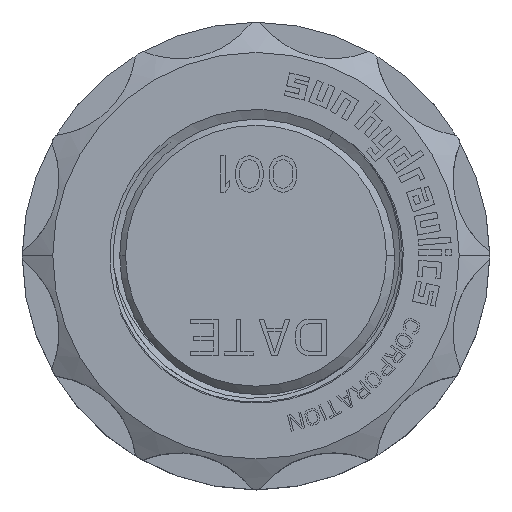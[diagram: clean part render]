
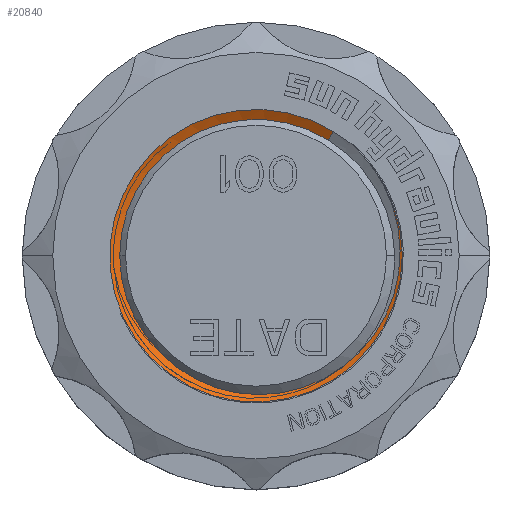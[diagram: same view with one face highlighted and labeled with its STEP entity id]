
A CAD part, top view. The second image highlights one B-rep face of the part: STEP entity #20840.
In plain terms, the highlighted conical face has half-angle 60 degrees and reference radius 8.83 mm.
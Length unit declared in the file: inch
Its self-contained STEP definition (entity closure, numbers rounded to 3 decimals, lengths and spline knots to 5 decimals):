
#20=CARTESIAN_POINT('',(0.27717,0.22974,8.417));
#22=CARTESIAN_POINT('',(0.19092,0.30521,8.417));
#2748=CARTESIAN_POINT('',(-0.2352,-0.23893,
8.40273));
#2750=CARTESIAN_POINT('',(0.,0.,8.40273));
#2751=DIRECTION('',(0.,0.,1.));
#2752=DIRECTION('',(-1.,0.,0.));
#2753=AXIS2_PLACEMENT_3D('',#2750,#2751,#2752);
#2799=CARTESIAN_POINT('',(-0.2352,-0.23893,
8.40273));
#2800=CARTESIAN_POINT('',(-0.22924,-0.24509,
8.40284));
#2801=CARTESIAN_POINT('',(-0.21684,-0.25696,
8.40308));
#2802=CARTESIAN_POINT('',(-0.19688,-0.27333,
8.40345));
#2803=CARTESIAN_POINT('',(-0.17573,-0.28811,
8.4038));
#2804=CARTESIAN_POINT('',(-0.15343,-0.30128,
8.40416));
#2805=CARTESIAN_POINT('',(-0.13021,-0.31269,
8.40452));
#2806=CARTESIAN_POINT('',(-0.1061,-0.32233,
8.40488));
#2807=CARTESIAN_POINT('',(-0.08133,-0.33009,
8.40524));
#2808=CARTESIAN_POINT('',(-0.05598,-0.33596,
8.4056));
#2809=CARTESIAN_POINT('',(-0.03024,-0.33987,
8.40596));
#2810=CARTESIAN_POINT('',(-0.00422,-0.3418,
8.40632));
#2811=CARTESIAN_POINT('',(0.02188,-0.34175,
8.40668));
#2812=CARTESIAN_POINT('',(0.04796,-0.3397,
8.40703));
#2813=CARTESIAN_POINT('',(0.07383,-0.33567,
8.40739));
#2814=CARTESIAN_POINT('',(0.09936,-0.32966,
8.40775));
#2815=CARTESIAN_POINT('',(0.12439,-0.32172,
8.40811));
#2816=CARTESIAN_POINT('',(0.14877,-0.31188,
8.40847));
#2817=CARTESIAN_POINT('',(0.17237,-0.3002,
8.40882));
#2818=CARTESIAN_POINT('',(0.19504,-0.28675,
8.40918));
#2819=CARTESIAN_POINT('',(0.21665,-0.27158,
8.40954));
#2820=CARTESIAN_POINT('',(0.23707,-0.2548,
8.40989));
#2821=CARTESIAN_POINT('',(0.25619,-0.23648,
8.41025));
#2822=CARTESIAN_POINT('',(0.27387,-0.21675,
8.41061));
#2823=CARTESIAN_POINT('',(0.29004,-0.19569,
8.41096));
#2824=CARTESIAN_POINT('',(0.30457,-0.17345,
8.41132));
#2825=CARTESIAN_POINT('',(0.3174,-0.15012,
8.41168));
#2826=CARTESIAN_POINT('',(0.32844,-0.12588,
8.41203));
#2827=CARTESIAN_POINT('',(0.33762,-0.10082,
8.41239));
#2828=CARTESIAN_POINT('',(0.34488,-0.07512,
8.41274));
#2829=CARTESIAN_POINT('',(0.35019,-0.04889,
8.4131));
#2830=CARTESIAN_POINT('',(0.35349,-0.02232,
8.41345));
#2831=CARTESIAN_POINT('',(0.35478,0.00448,
8.41381));
#2832=CARTESIAN_POINT('',(0.35405,0.03132,
8.41416));
#2833=CARTESIAN_POINT('',(0.35127,0.05808,
8.41452));
#2834=CARTESIAN_POINT('',(0.34649,0.08456,
8.41487));
#2835=CARTESIAN_POINT('',(0.3397,0.11067,
8.41523));
#2836=CARTESIAN_POINT('',(0.33096,0.1362,
8.41558));
#2837=CARTESIAN_POINT('',(0.32029,0.16104,
8.41594));
#2838=CARTESIAN_POINT('',(0.30778,0.18503,
8.41629));
#2839=CARTESIAN_POINT('',(0.29346,0.20805,
8.41665));
#2840=CARTESIAN_POINT('',(0.28278,0.22264,
8.41688));
#2841=CARTESIAN_POINT('',(0.27717,0.22974,8.417));
#2843=CARTESIAN_POINT('',(0.,0.,8.417));
#2844=DIRECTION('',(0.,0.,-1.));
#2845=DIRECTION('',(0.77,0.638,0.));
#2846=AXIS2_PLACEMENT_3D('',#2843,#2844,#2845);
#2848=DIRECTION('',(0.459,0.734,0.5));
#2849=VECTOR('',#2848,0.02855);
#2850=CARTESIAN_POINT('',(0.1778,0.28425,
8.40273));
#2851=LINE('',#2850,#2849);
#2852=CARTESIAN_POINT('',(0.1778,0.28425,
8.40273));
#2874=CARTESIAN_POINT('',(0.,0.,8.40273));
#2875=DIRECTION('',(0.,0.,1.));
#2876=DIRECTION('',(0.53,0.848,0.));
#2877=AXIS2_PLACEMENT_3D('',#2874,#2875,#2876);
#16327=VERTEX_POINT('',#20);
#16328=VERTEX_POINT('',#22);
#18130=VERTEX_POINT('',#2852);
#18132=CARTESIAN_POINT('',(-0.33527,0.,8.40273));
#18133=VERTEX_POINT('',#18132);
#18135=VERTEX_POINT('',#2748);
#20826=CARTESIAN_POINT('',(0.,0.,8.40986));
#20827=DIRECTION('',(0.,0.,1.));
#20828=DIRECTION('',(-1.,0.,0.));
#20829=AXIS2_PLACEMENT_3D('',#20826,#20827,#20828);
#20830=CONICAL_SURFACE('',#20829,0.34764,60.);
#20832=ORIENTED_EDGE('',*,*,#20831,.T.);
#20833=ORIENTED_EDGE('',*,*,#20812,.T.);
#20834=ORIENTED_EDGE('',*,*,#20784,.T.);
#20835=ORIENTED_EDGE('',*,*,#18708,.T.);
#20837=ORIENTED_EDGE('',*,*,#20836,.F.);
#20838=EDGE_LOOP('',(#20832,#20833,#20834,#20835,#20837));
#20839=FACE_OUTER_BOUND('',#20838,.F.);
#20840=ADVANCED_FACE('',(#20839),#20830,.F.);
#2754=CIRCLE('',#2753,0.33527);
#2842=B_SPLINE_CURVE_WITH_KNOTS('',3,(#2799,#2800,#2801,#2802,#2803,#2804,#2805,
#2806,#2807,#2808,#2809,#2810,#2811,#2812,#2813,#2814,#2815,#2816,#2817,#2818,
#2819,#2820,#2821,#2822,#2823,#2824,#2825,#2826,#2827,#2828,#2829,#2830,#2831,
#2832,#2833,#2834,#2835,#2836,#2837,#2838,#2839,#2840,#2841),.UNSPECIFIED.,.F.,
.F.,(4,1,1,1,1,1,1,1,1,1,1,1,1,1,1,1,1,1,1,1,1,1,1,1,1,1,1,1,1,1,1,1,1,1,1,1,1,
1,1,1,4),(0.,0.025,0.05,0.075,0.1,0.125,0.15,0.175,0.2,0.225,
0.25,0.275,0.3,0.325,0.35,0.375,0.4,0.425,0.45,0.475,0.5,
0.525,0.55,0.575,0.6,0.625,0.65,0.675,0.7,0.725,0.75,
0.775,0.8,0.825,0.85,0.875,0.9,0.925,0.95,0.975,1.),
.UNSPECIFIED.);
#2847=CIRCLE('',#2846,0.36);
#2878=CIRCLE('',#2877,0.33527);
#18708=EDGE_CURVE('',#16327,#16328,#2847,.T.);
#20784=EDGE_CURVE('',#18135,#16327,#2842,.T.);
#20812=EDGE_CURVE('',#18133,#18135,#2754,.T.);
#20831=EDGE_CURVE('',#18130,#18133,#2878,.T.);
#20836=EDGE_CURVE('',#18130,#16328,#2851,.T.);
